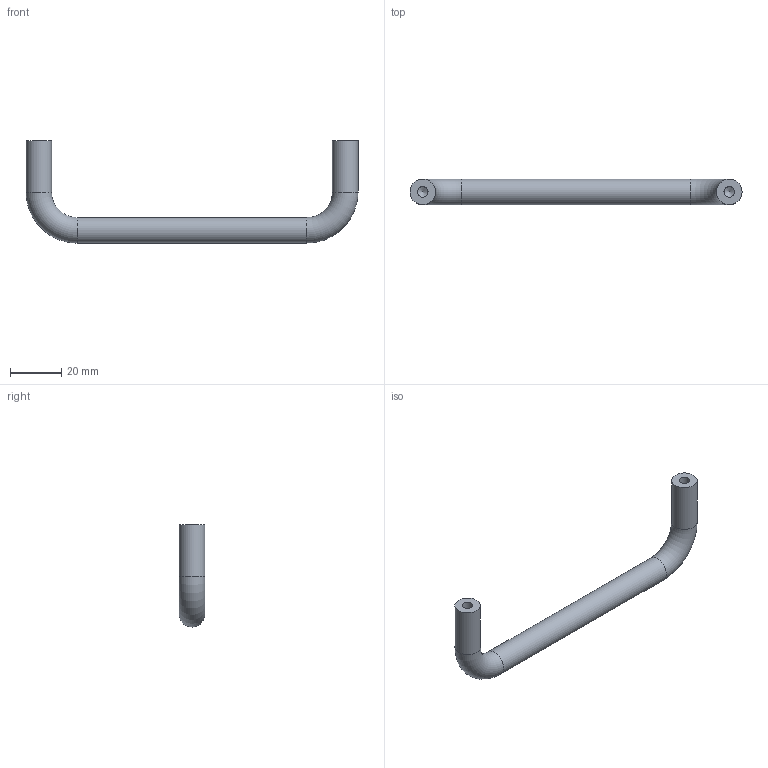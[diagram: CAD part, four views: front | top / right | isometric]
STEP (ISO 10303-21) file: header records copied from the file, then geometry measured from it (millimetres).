
FILE_DESCRIPTION(/* description */ ('Handgriff AL120'),/* implementation_level */ '2;1');
FILE_NAME(/* name */ 'Syskomp 402750100 Handgriff AL120.stp',/* time_stamp */ '2018-06-05T12:12:04+02:00',/* author */ ('wheldmann'),/* organization */ (''),/* preprocessor_version */ 'ST-DEVELOPER v16.1',/* originating_system */ 'Autodesk Inventor 2016',/* authorisation */ '');
FILE_SCHEMA (('AUTOMOTIVE_DESIGN { 1 0 10303 214 3 1 1 }'));
Length unit declared in the file: millimetre
Products named in the file (1): 402750100 Handgriff AL120
Bounding box: 130 x 10 x 40 mm (x, y, z)
Volume: 13578 mm3; surface area: 6037.8 mm2
Topology: 1 solids, 1 shells, 11 faces, 21 edges, 12 vertices
Faces by surface type: cylinder 5, cone 2, torus 2, plane 2
Full cylindrical faces by diameter (mm): 4.134 x2, 10 x3
Entity records: 238 total; most frequent: DIRECTION 44, CARTESIAN_POINT 32, AXIS2_PLACEMENT_3D 22, EDGE_LOOP 20, ORIENTED_EDGE 20, FACE_OUTER_BOUND 11, ADVANCED_FACE 11, CIRCLE 10
